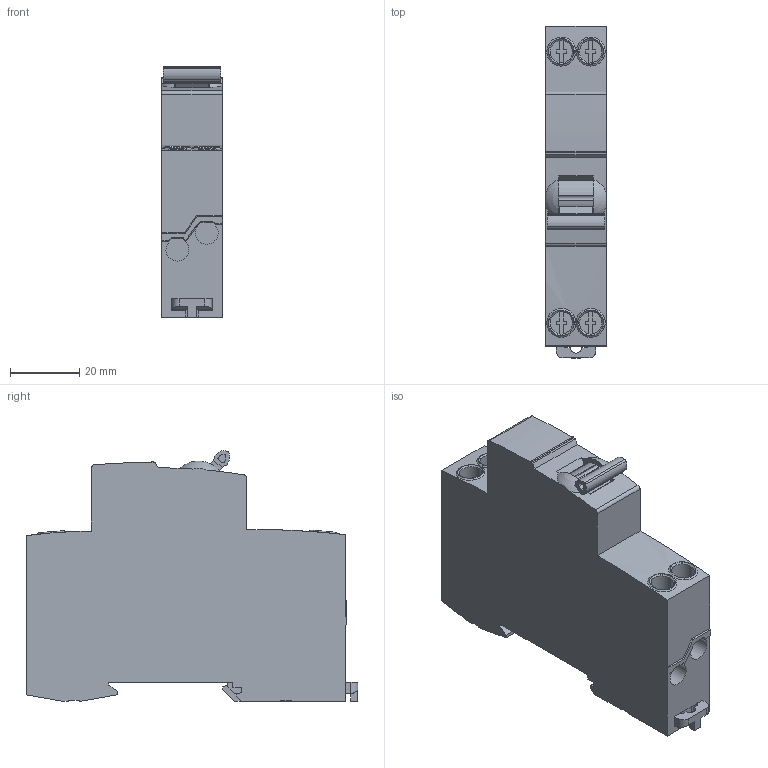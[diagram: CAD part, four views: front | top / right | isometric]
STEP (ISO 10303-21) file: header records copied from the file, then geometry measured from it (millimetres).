
FILE_DESCRIPTION((''),'2;1');
FILE_NAME('SB101065_3D-SIMPLIFIED_V2','2010-12-16T',('CDecastro'),(''),'PRO/ENGINEER BY PARAMETRIC TECHNOLOGY CORPORATION, 2006170','PRO/ENGINEER BY PARAMETRIC TECHNOLOGY CORPORATION, 2006170','');
FILE_SCHEMA(('CONFIG_CONTROL_DESIGN'));
Length unit declared in the file: millimetre
Products named in the file (1): SB101065_3D-SIMPLIFIED_V2
Bounding box: 17.5 x 96.1 x 72.61 mm (x, y, z)
Volume: 87152.5 mm3; surface area: 21126.1 mm2
Topology: 1 solids, 1 shells, 327 faces, 911 edges, 598 vertices
Faces by surface type: plane 238, cylinder 67, bspline 16, extrusion 4, sphere 2
Entity records: 12953 total; most frequent: CARTESIAN_POINT 4516, ORIENTED_EDGE 1822, DIRECTION 1633, EDGE_CURVE 911, VECTOR 719, LINE 715, VERTEX_POINT 598, AXIS2_PLACEMENT_3D 457
